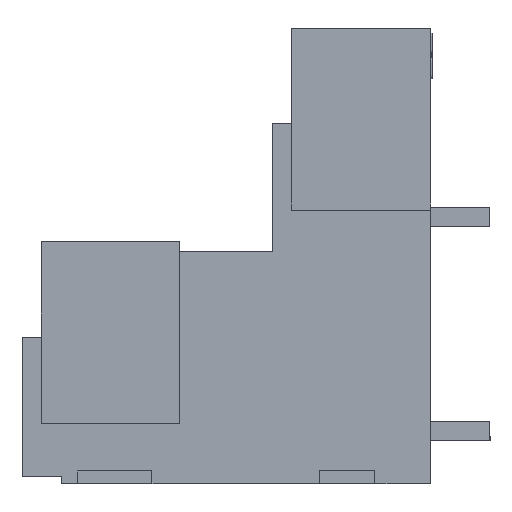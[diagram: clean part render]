
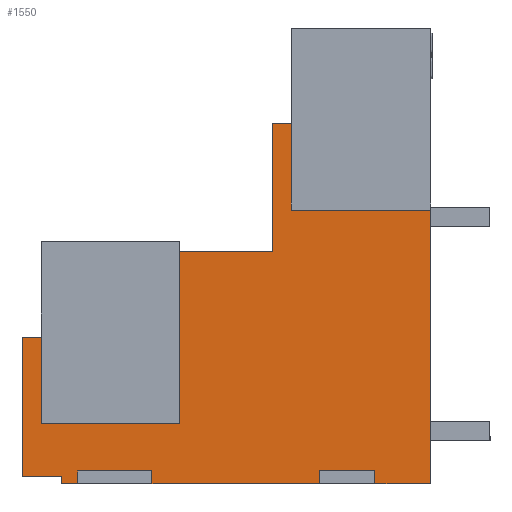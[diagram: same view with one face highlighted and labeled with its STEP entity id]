
A CAD part, left-side view. The second image highlights one B-rep face of the part: STEP entity #1550.
In plain terms, the highlighted planar face has unit normal (-1, 0, 0).
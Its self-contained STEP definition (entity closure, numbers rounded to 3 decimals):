
#1393=AXIS2_PLACEMENT_3D('Plane Axis2P3D',#1390,#1391,#1392) ;
#108=CARTESIAN_POINT('Vertex',(0.7,16.725,3.25)) ;
#111=CARTESIAN_POINT('Line Origine',(0.7,16.725,7.875)) ;
#115=CARTESIAN_POINT('Vertex',(0.7,16.725,12.5)) ;
#659=CARTESIAN_POINT('Line Origine',(0.7,24.175,5.575)) ;
#663=CARTESIAN_POINT('Vertex',(0.7,24.175,7.9)) ;
#665=CARTESIAN_POINT('Vertex',(0.7,24.175,3.25)) ;
#1378=CARTESIAN_POINT('Line Origine',(0.7,20.45,3.25)) ;
#1390=CARTESIAN_POINT('Axis2P3D Location',(0.7,3.2,0.4)) ;
#1395=CARTESIAN_POINT('Line Origine',(0.7,13.7,0.)) ;
#1399=CARTESIAN_POINT('Vertex',(0.7,18.2,0.)) ;
#1401=CARTESIAN_POINT('Vertex',(0.7,9.2,0.)) ;
#1404=CARTESIAN_POINT('Line Origine',(0.7,9.2,0.35)) ;
#1408=CARTESIAN_POINT('Vertex',(0.7,9.2,0.7)) ;
#1411=CARTESIAN_POINT('Line Origine',(0.7,7.7,0.7)) ;
#1415=CARTESIAN_POINT('Vertex',(0.7,6.2,0.7)) ;
#1418=CARTESIAN_POINT('Line Origine',(0.7,6.2,0.35)) ;
#1422=CARTESIAN_POINT('Vertex',(0.7,6.2,0.)) ;
#1425=CARTESIAN_POINT('Line Origine',(0.7,4.7,0.)) ;
#1429=CARTESIAN_POINT('Vertex',(0.7,3.2,0.)) ;
#1432=CARTESIAN_POINT('Line Origine',(0.7,3.2,7.375)) ;
#1436=CARTESIAN_POINT('Vertex',(0.7,3.2,14.75)) ;
#1439=CARTESIAN_POINT('Line Origine',(0.7,6.95,14.75)) ;
#1443=CARTESIAN_POINT('Vertex',(0.7,10.7,14.75)) ;
#1446=CARTESIAN_POINT('Line Origine',(0.7,10.7,17.075)) ;
#1450=CARTESIAN_POINT('Vertex',(0.7,10.7,19.4)) ;
#1453=CARTESIAN_POINT('Line Origine',(0.7,11.2,19.4)) ;
#1457=CARTESIAN_POINT('Vertex',(0.7,11.7,19.4)) ;
#1460=CARTESIAN_POINT('Line Origine',(0.7,11.7,15.95)) ;
#1464=CARTESIAN_POINT('Vertex',(0.7,11.7,12.5)) ;
#1467=CARTESIAN_POINT('Line Origine',(0.7,14.213,12.5)) ;
#1472=CARTESIAN_POINT('Line Origine',(0.7,24.688,7.9)) ;
#1476=CARTESIAN_POINT('Vertex',(0.7,25.2,7.9)) ;
#1479=CARTESIAN_POINT('Line Origine',(0.7,25.2,4.15)) ;
#1483=CARTESIAN_POINT('Vertex',(0.7,25.2,0.4)) ;
#1486=CARTESIAN_POINT('Line Origine',(0.7,24.145,0.4)) ;
#1490=CARTESIAN_POINT('Vertex',(0.7,23.09,0.4)) ;
#1493=CARTESIAN_POINT('Line Origine',(0.7,23.09,0.2)) ;
#1497=CARTESIAN_POINT('Vertex',(0.7,23.09,0.)) ;
#1500=CARTESIAN_POINT('Line Origine',(0.7,22.645,0.)) ;
#1504=CARTESIAN_POINT('Vertex',(0.7,22.2,0.)) ;
#1507=CARTESIAN_POINT('Line Origine',(0.7,22.2,0.35)) ;
#1511=CARTESIAN_POINT('Vertex',(0.7,22.2,0.7)) ;
#1514=CARTESIAN_POINT('Line Origine',(0.7,20.2,0.7)) ;
#1518=CARTESIAN_POINT('Vertex',(0.7,18.2,0.7)) ;
#1521=CARTESIAN_POINT('Line Origine',(0.7,18.2,0.35)) ;
#112=DIRECTION('Vector Direction',(0.,0.,-1.)) ;
#660=DIRECTION('Vector Direction',(0.,0.,-1.)) ;
#1379=DIRECTION('Vector Direction',(0.,-1.,0.)) ;
#1391=DIRECTION('Axis2P3D Direction',(-1.,0.,0.)) ;
#1392=DIRECTION('Axis2P3D XDirection',(0.,0.,-1.)) ;
#1396=DIRECTION('Vector Direction',(0.,-1.,0.)) ;
#1405=DIRECTION('Vector Direction',(0.,0.,1.)) ;
#1412=DIRECTION('Vector Direction',(0.,1.,0.)) ;
#1419=DIRECTION('Vector Direction',(0.,0.,1.)) ;
#1426=DIRECTION('Vector Direction',(0.,-1.,0.)) ;
#1433=DIRECTION('Vector Direction',(0.,0.,1.)) ;
#1440=DIRECTION('Vector Direction',(0.,-1.,0.)) ;
#1447=DIRECTION('Vector Direction',(0.,0.,-1.)) ;
#1454=DIRECTION('Vector Direction',(0.,1.,0.)) ;
#1461=DIRECTION('Vector Direction',(0.,0.,-1.)) ;
#1468=DIRECTION('Vector Direction',(0.,1.,0.)) ;
#1473=DIRECTION('Vector Direction',(0.,1.,0.)) ;
#1480=DIRECTION('Vector Direction',(0.,0.,1.)) ;
#1487=DIRECTION('Vector Direction',(0.,1.,0.)) ;
#1494=DIRECTION('Vector Direction',(0.,0.,1.)) ;
#1501=DIRECTION('Vector Direction',(0.,-1.,0.)) ;
#1508=DIRECTION('Vector Direction',(0.,0.,1.)) ;
#1515=DIRECTION('Vector Direction',(0.,1.,0.)) ;
#1522=DIRECTION('Vector Direction',(0.,0.,1.)) ;
#113=VECTOR('Line Direction',#112,1.) ;
#661=VECTOR('Line Direction',#660,1.) ;
#1380=VECTOR('Line Direction',#1379,1.) ;
#1397=VECTOR('Line Direction',#1396,1.) ;
#1406=VECTOR('Line Direction',#1405,1.) ;
#1413=VECTOR('Line Direction',#1412,1.) ;
#1420=VECTOR('Line Direction',#1419,1.) ;
#1427=VECTOR('Line Direction',#1426,1.) ;
#1434=VECTOR('Line Direction',#1433,1.) ;
#1441=VECTOR('Line Direction',#1440,1.) ;
#1448=VECTOR('Line Direction',#1447,1.) ;
#1455=VECTOR('Line Direction',#1454,1.) ;
#1462=VECTOR('Line Direction',#1461,1.) ;
#1469=VECTOR('Line Direction',#1468,1.) ;
#1474=VECTOR('Line Direction',#1473,1.) ;
#1481=VECTOR('Line Direction',#1480,1.) ;
#1488=VECTOR('Line Direction',#1487,1.) ;
#1495=VECTOR('Line Direction',#1494,1.) ;
#1502=VECTOR('Line Direction',#1501,1.) ;
#1509=VECTOR('Line Direction',#1508,1.) ;
#1516=VECTOR('Line Direction',#1515,1.) ;
#1523=VECTOR('Line Direction',#1522,1.) ;
#1527=ORIENTED_EDGE('',*,*,#1403,.T.) ;
#1528=ORIENTED_EDGE('',*,*,#1410,.T.) ;
#1529=ORIENTED_EDGE('',*,*,#1417,.F.) ;
#1530=ORIENTED_EDGE('',*,*,#1424,.F.) ;
#1531=ORIENTED_EDGE('',*,*,#1431,.T.) ;
#1532=ORIENTED_EDGE('',*,*,#1438,.T.) ;
#1533=ORIENTED_EDGE('',*,*,#1445,.F.) ;
#1534=ORIENTED_EDGE('',*,*,#1452,.F.) ;
#1535=ORIENTED_EDGE('',*,*,#1459,.T.) ;
#1536=ORIENTED_EDGE('',*,*,#1466,.T.) ;
#1537=ORIENTED_EDGE('',*,*,#1471,.T.) ;
#1538=ORIENTED_EDGE('',*,*,#117,.T.) ;
#1539=ORIENTED_EDGE('',*,*,#1382,.F.) ;
#1540=ORIENTED_EDGE('',*,*,#667,.F.) ;
#1541=ORIENTED_EDGE('',*,*,#1478,.T.) ;
#1542=ORIENTED_EDGE('',*,*,#1485,.F.) ;
#1543=ORIENTED_EDGE('',*,*,#1492,.F.) ;
#1544=ORIENTED_EDGE('',*,*,#1499,.F.) ;
#1545=ORIENTED_EDGE('',*,*,#1506,.T.) ;
#1546=ORIENTED_EDGE('',*,*,#1513,.T.) ;
#1547=ORIENTED_EDGE('',*,*,#1520,.F.) ;
#1548=ORIENTED_EDGE('',*,*,#1525,.F.) ;
#1550=ADVANCED_FACE('HOUSING',(#1549),#1394,.T.) ;
#117=EDGE_CURVE('',#116,#109,#114,.T.) ;
#667=EDGE_CURVE('',#664,#666,#662,.T.) ;
#1382=EDGE_CURVE('',#666,#109,#1381,.T.) ;
#1403=EDGE_CURVE('',#1400,#1402,#1398,.T.) ;
#1410=EDGE_CURVE('',#1402,#1409,#1407,.T.) ;
#1417=EDGE_CURVE('',#1416,#1409,#1414,.T.) ;
#1424=EDGE_CURVE('',#1423,#1416,#1421,.T.) ;
#1431=EDGE_CURVE('',#1423,#1430,#1428,.T.) ;
#1438=EDGE_CURVE('',#1430,#1437,#1435,.T.) ;
#1445=EDGE_CURVE('',#1444,#1437,#1442,.T.) ;
#1452=EDGE_CURVE('',#1451,#1444,#1449,.T.) ;
#1459=EDGE_CURVE('',#1451,#1458,#1456,.T.) ;
#1466=EDGE_CURVE('',#1458,#1465,#1463,.T.) ;
#1471=EDGE_CURVE('',#1465,#116,#1470,.T.) ;
#1478=EDGE_CURVE('',#664,#1477,#1475,.T.) ;
#1485=EDGE_CURVE('',#1484,#1477,#1482,.T.) ;
#1492=EDGE_CURVE('',#1491,#1484,#1489,.T.) ;
#1499=EDGE_CURVE('',#1498,#1491,#1496,.T.) ;
#1506=EDGE_CURVE('',#1498,#1505,#1503,.T.) ;
#1513=EDGE_CURVE('',#1505,#1512,#1510,.T.) ;
#1520=EDGE_CURVE('',#1519,#1512,#1517,.T.) ;
#1525=EDGE_CURVE('',#1400,#1519,#1524,.T.) ;
#1526=EDGE_LOOP('',(#1527,#1528,#1529,#1530,#1531,#1532,#1533,#1534,#1535,#1536,#1537,#1538,#1539,#1540,#1541,#1542,#1543,#1544,#1545,#1546,#1547,#1548)) ;
#1549=FACE_OUTER_BOUND('',#1526,.T.) ;
#114=LINE('Line',#111,#113) ;
#662=LINE('Line',#659,#661) ;
#1381=LINE('Line',#1378,#1380) ;
#1398=LINE('Line',#1395,#1397) ;
#1407=LINE('Line',#1404,#1406) ;
#1414=LINE('Line',#1411,#1413) ;
#1421=LINE('Line',#1418,#1420) ;
#1428=LINE('Line',#1425,#1427) ;
#1435=LINE('Line',#1432,#1434) ;
#1442=LINE('Line',#1439,#1441) ;
#1449=LINE('Line',#1446,#1448) ;
#1456=LINE('Line',#1453,#1455) ;
#1463=LINE('Line',#1460,#1462) ;
#1470=LINE('Line',#1467,#1469) ;
#1475=LINE('Line',#1472,#1474) ;
#1482=LINE('Line',#1479,#1481) ;
#1489=LINE('Line',#1486,#1488) ;
#1496=LINE('Line',#1493,#1495) ;
#1503=LINE('Line',#1500,#1502) ;
#1510=LINE('Line',#1507,#1509) ;
#1517=LINE('Line',#1514,#1516) ;
#1524=LINE('Line',#1521,#1523) ;
#1394=PLANE('',#1393) ;
#109=VERTEX_POINT('',#108) ;
#116=VERTEX_POINT('',#115) ;
#664=VERTEX_POINT('',#663) ;
#666=VERTEX_POINT('',#665) ;
#1400=VERTEX_POINT('',#1399) ;
#1402=VERTEX_POINT('',#1401) ;
#1409=VERTEX_POINT('',#1408) ;
#1416=VERTEX_POINT('',#1415) ;
#1423=VERTEX_POINT('',#1422) ;
#1430=VERTEX_POINT('',#1429) ;
#1437=VERTEX_POINT('',#1436) ;
#1444=VERTEX_POINT('',#1443) ;
#1451=VERTEX_POINT('',#1450) ;
#1458=VERTEX_POINT('',#1457) ;
#1465=VERTEX_POINT('',#1464) ;
#1477=VERTEX_POINT('',#1476) ;
#1484=VERTEX_POINT('',#1483) ;
#1491=VERTEX_POINT('',#1490) ;
#1498=VERTEX_POINT('',#1497) ;
#1505=VERTEX_POINT('',#1504) ;
#1512=VERTEX_POINT('',#1511) ;
#1519=VERTEX_POINT('',#1518) ;
